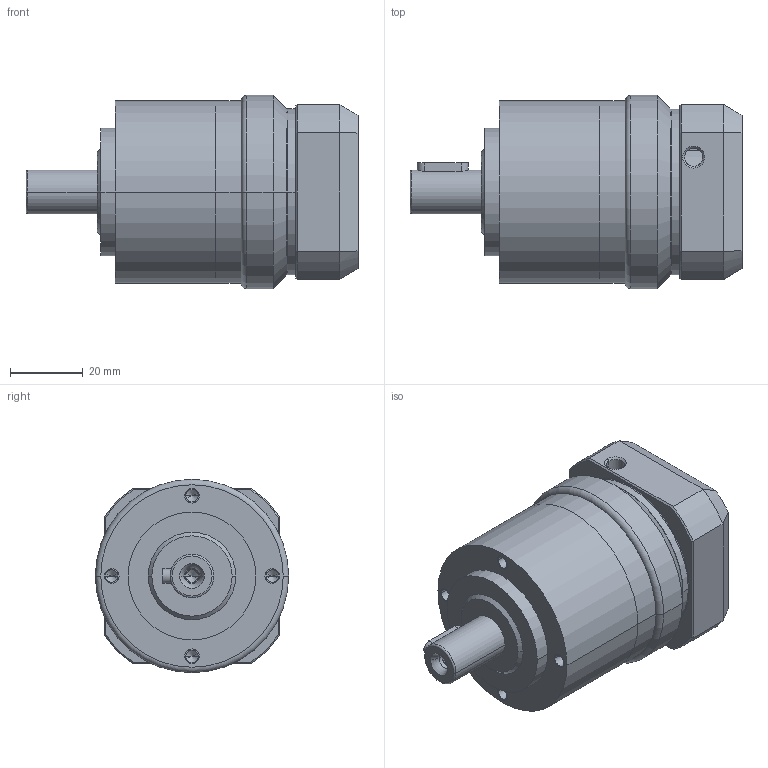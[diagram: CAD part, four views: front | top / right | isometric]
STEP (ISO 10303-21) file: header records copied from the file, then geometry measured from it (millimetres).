
FILE_DESCRIPTION((''),'2;1');
FILE_NAME('AE0501-P0403100302_ASM','2008-09-09T',('d00080'),(''),'PRO/ENGINEER BY PARAMETRIC TECHNOLOGY CORPORATION, 2006170','PRO/ENGINEER BY PARAMETRIC TECHNOLOGY CORPORATION, 2006170','');
FILE_SCHEMA(('CONFIG_CONTROL_DESIGN'));
Length unit declared in the file: millimetre
Products named in the file (5): AE050-1; P1302100001; COVER-SET-1_ASM; P0403100302; AE0501-P0403100302_ASM
Assembly tree (4 placements, depth 3):
  AE0501-P0403100302_ASM
    AE050-1
    COVER-SET-1_ASM
      P1302100001
    P0403100302
Bounding box: 91 x 53 x 53 mm (x, y, z)
Volume: 124911.4 mm3; surface area: 31823.6 mm2
Topology: 3 solids, 13 shells, 215 faces, 498 edges, 303 vertices
Faces by surface type: cylinder 95, cone 54, plane 50, torus 16
Entity records: 6285 total; most frequent: DIRECTION 1192, CARTESIAN_POINT 1137, ORIENTED_EDGE 920, AXIS2_PLACEMENT_3D 506, EDGE_CURVE 480, VERTEX_POINT 303, CIRCLE 277, EDGE_LOOP 263
